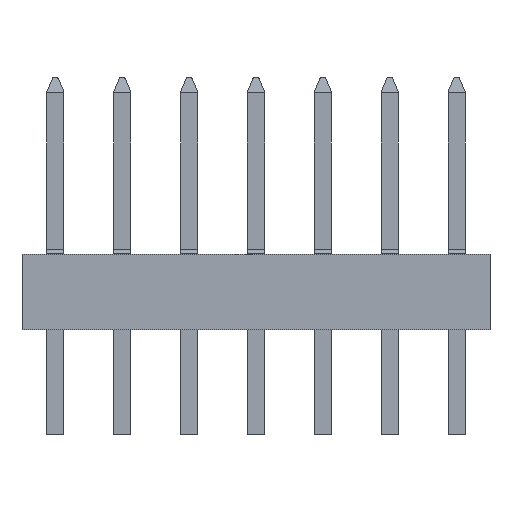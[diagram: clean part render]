
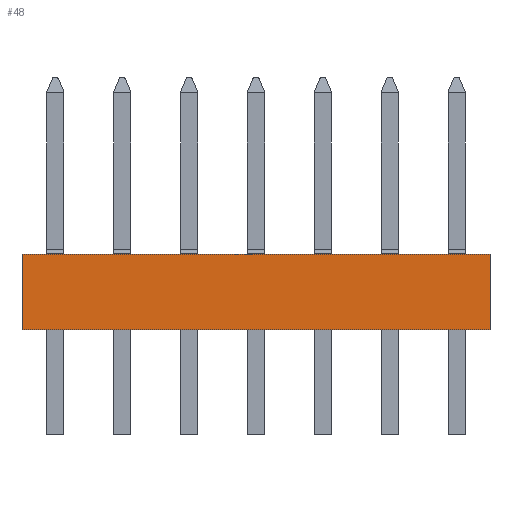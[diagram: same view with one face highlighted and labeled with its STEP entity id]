
A CAD part, front view. The second image highlights one B-rep face of the part: STEP entity #48.
In plain terms, the highlighted planar face has unit normal (0, -1, 0).
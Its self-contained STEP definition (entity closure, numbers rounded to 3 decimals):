
#48=ADVANCED_FACE('',(#613),#614,.T.);
#613=FACE_OUTER_BOUND('',#1749,.T.);
#614=PLANE('',#1750);
#1749=EDGE_LOOP('',(#3179,#3180,#3181,#3182));
#1750=AXIS2_PLACEMENT_3D('',#3183,#3184,#3185);
#3179=ORIENTED_EDGE('',*,*,#8093,.T.);
#3180=ORIENTED_EDGE('',*,*,#8094,.T.);
#3181=ORIENTED_EDGE('',*,*,#8095,.F.);
#3182=ORIENTED_EDGE('',*,*,#7783,.F.);
#3183=CARTESIAN_POINT('',(-8.89,-2.515,0.0));
#3184=DIRECTION('',(0.0,-1.0,0.0));
#3185=DIRECTION('',(0.0,0.0,-1.0));
#7783=EDGE_CURVE('',#9431,#9432,#9433,.T.);
#8093=EDGE_CURVE('',#9431,#10049,#10051,.T.);
#8094=EDGE_CURVE('',#10049,#10052,#10053,.T.);
#8095=EDGE_CURVE('',#9432,#10052,#10054,.T.);
#9431=VERTEX_POINT('',#12159);
#9432=VERTEX_POINT('',#12160);
#9433=LINE('',#12161,#12162);
#10049=VERTEX_POINT('',#13086);
#10051=LINE('',#13089,#13090);
#10052=VERTEX_POINT('',#13091);
#10053=LINE('',#13092,#13093);
#10054=LINE('',#13094,#13095);
#12159=CARTESIAN_POINT('',(-8.89,-2.515,0.0));
#12160=CARTESIAN_POINT('',(8.89,-2.515,0.0));
#12161=CARTESIAN_POINT('',(-8.89,-2.515,0.0));
#12162=VECTOR('',#16675,17.78);
#13086=CARTESIAN_POINT('',(-8.89,-2.515,-2.87));
#13089=CARTESIAN_POINT('',(-8.89,-2.515,0.0));
#13090=VECTOR('',#16985,2.87);
#13091=CARTESIAN_POINT('',(8.89,-2.515,-2.87));
#13092=CARTESIAN_POINT('',(-8.89,-2.515,-2.87));
#13093=VECTOR('',#16986,17.78);
#13094=CARTESIAN_POINT('',(8.89,-2.515,0.0));
#13095=VECTOR('',#16987,2.87);
#16675=DIRECTION('',(1.0,0.0,0.0));
#16985=DIRECTION('',(0.0,0.0,-1.0));
#16986=DIRECTION('',(1.0,0.0,0.0));
#16987=DIRECTION('',(0.0,0.0,-1.0));
